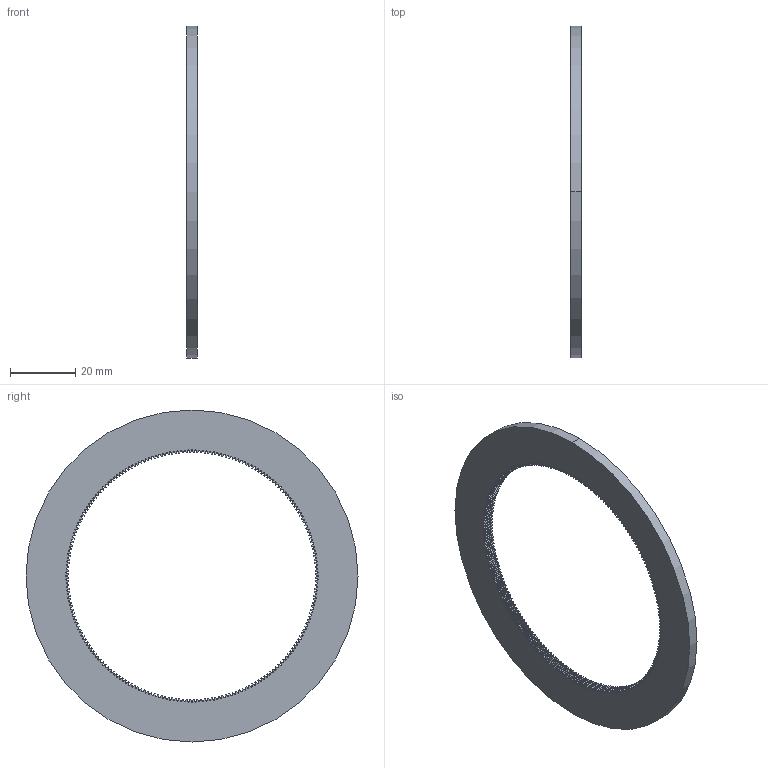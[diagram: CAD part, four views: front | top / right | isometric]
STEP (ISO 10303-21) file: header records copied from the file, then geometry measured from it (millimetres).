
FILE_DESCRIPTION((''),'2;1');
FILE_NAME('59','2025-05-06T07:57:33',('Administrator'),(''),'CREO PARAMETRIC BY PTC INC, 2020414','CREO PARAMETRIC BY PTC INC, 2020414','');
FILE_SCHEMA(('AUTOMOTIVE_DESIGN { 1 0 10303 214 1 1 1 1 }'));
Length unit declared in the file: inch
Products named in the file (1): 59
Bounding box: 3.17 x 101.55 x 101.55 mm (x, y, z)
Volume: 11207 mm3; surface area: 9621.5 mm2
Topology: 1 solids, 1 shells, 1300 faces, 3895 edges, 2599 vertices
Faces by surface type: plane 434, cylinder 434, extrusion 432
Entity records: 52379 total; most frequent: CARTESIAN_POINT 17951, ORIENTED_EDGE 7788, DIRECTION 6077, EDGE_CURVE 3894, VERTEX_POINT 2596, VECTOR 2595, LINE 2163, AXIS2_PLACEMENT_3D 1741
